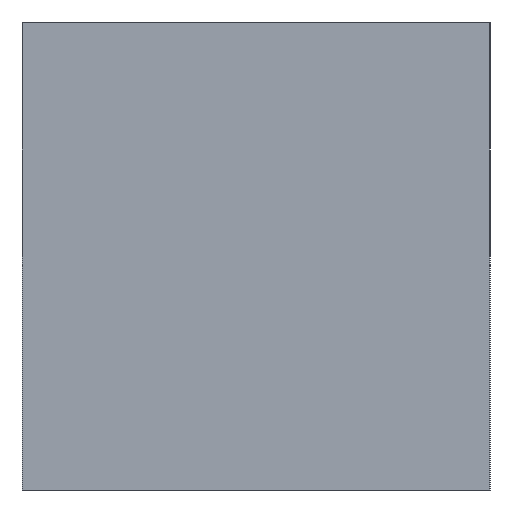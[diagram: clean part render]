
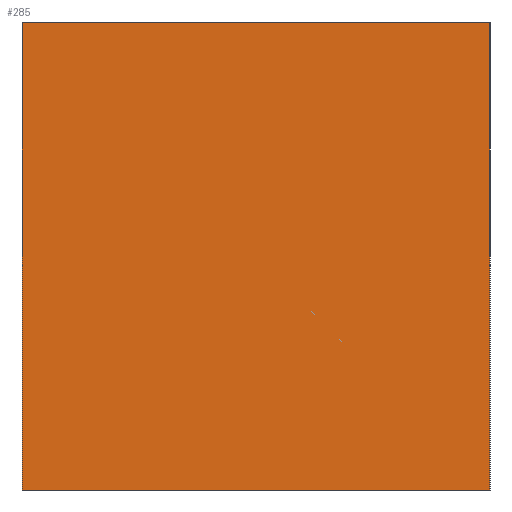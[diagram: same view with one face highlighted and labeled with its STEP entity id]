
A CAD part, left-side view. The second image highlights one B-rep face of the part: STEP entity #285.
In plain terms, the highlighted planar face has unit normal (-1, 0, 0).
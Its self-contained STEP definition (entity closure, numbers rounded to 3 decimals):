
#31=FACE_OUTER_BOUND('',#49,.T.);
#49=EDGE_LOOP('',(#247,#248,#249,#250));
#72=LINE('',#434,#108);
#76=LINE('',#442,#112);
#79=LINE('',#448,#115);
#82=LINE('',#453,#118);
#108=VECTOR('',#356,10.);
#112=VECTOR('',#362,10.);
#115=VECTOR('',#367,10.);
#118=VECTOR('',#372,10.);
#138=VERTEX_POINT('',#432);
#139=VERTEX_POINT('',#433);
#142=VERTEX_POINT('',#441);
#144=VERTEX_POINT('',#447);
#168=EDGE_CURVE('',#138,#139,#72,.T.);
#172=EDGE_CURVE('',#142,#138,#76,.T.);
#175=EDGE_CURVE('',#144,#142,#79,.T.);
#178=EDGE_CURVE('',#139,#144,#82,.T.);
#247=ORIENTED_EDGE('',*,*,#178,.F.);
#248=ORIENTED_EDGE('',*,*,#168,.F.);
#249=ORIENTED_EDGE('',*,*,#172,.F.);
#250=ORIENTED_EDGE('',*,*,#175,.F.);
#269=PLANE('',#315);
#285=ADVANCED_FACE('',(#31),#269,.T.);
#315=AXIS2_PLACEMENT_3D('',#462,#383,#384);
#356=DIRECTION('',(0.,-1.,0.));
#362=DIRECTION('',(0.,0.,1.));
#367=DIRECTION('',(0.,1.,0.));
#372=DIRECTION('',(0.,0.,-1.));
#383=DIRECTION('center_axis',(-1.,0.,0.));
#384=DIRECTION('ref_axis',(0.,0.,1.));
#432=CARTESIAN_POINT('',(0.,5.3,0.25));
#433=CARTESIAN_POINT('',(0.,-0.25,0.25));
#434=CARTESIAN_POINT('',(0.,5.3,0.25));
#441=CARTESIAN_POINT('',(0.,5.3,-5.3));
#442=CARTESIAN_POINT('',(0.,5.3,-5.3));
#447=CARTESIAN_POINT('',(0.,-0.25,-5.3));
#448=CARTESIAN_POINT('',(0.,-0.25,-5.3));
#453=CARTESIAN_POINT('',(0.,-0.25,0.25));
#462=CARTESIAN_POINT('Origin',(0.,0.,-5.05));
